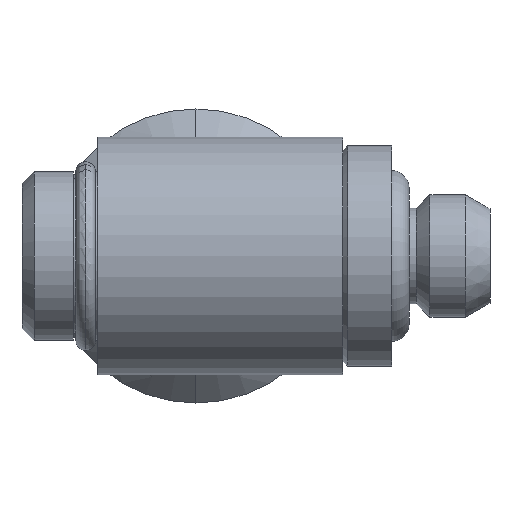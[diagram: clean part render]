
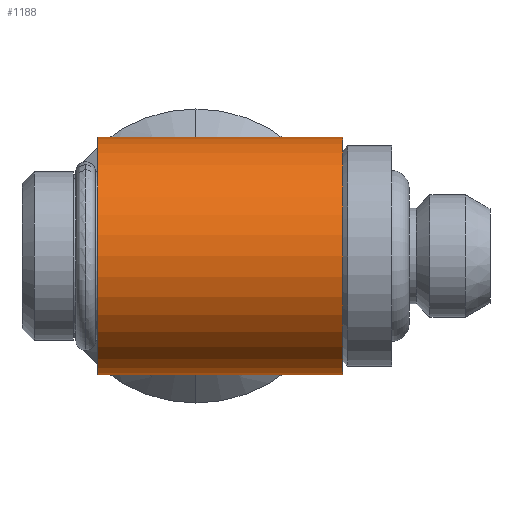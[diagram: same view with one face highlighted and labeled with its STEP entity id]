
A CAD part, left-side view. The second image highlights one B-rep face of the part: STEP entity #1188.
In plain terms, the highlighted cylindrical face has radius 4.85 mm (diameter 9.7 mm), a partial arc.
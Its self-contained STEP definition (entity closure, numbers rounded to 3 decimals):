
#588 = EDGE_CURVE ( 'NONE', #589, #607, #1858, .T. ) ;
#589 = VERTEX_POINT ( 'NONE', #1843 ) ;
#600 = VERTEX_POINT ( 'NONE', #2012 ) ;
#602 = EDGE_CURVE ( 'NONE', #600, #604, #2011, .T. ) ;
#604 = VERTEX_POINT ( 'NONE', #2007 ) ;
#607 = VERTEX_POINT ( 'NONE', #1999 ) ;
#968 = ORIENTED_EDGE ( 'NONE', *, *, #1446, .F. ) ;
#969 = ORIENTED_EDGE ( 'NONE', *, *, #588, .T. ) ;
#973 = ORIENTED_EDGE ( 'NONE', *, *, #1191, .T. ) ;
#1188 = ADVANCED_FACE ( 'NONE', ( #2793 ), #2800, .T. ) ;
#1191 = EDGE_CURVE ( 'NONE', #600, #589, #2811, .T. ) ;
#1192 = ORIENTED_EDGE ( 'NONE', *, *, #602, .F. ) ;
#1348 = EDGE_LOOP ( 'NONE', ( #1192, #973, #969, #968 ) ) ;
#1446 = EDGE_CURVE ( 'NONE', #604, #607, #2642, .T. ) ;
#1843 = CARTESIAN_POINT ( 'NONE',  ( 0., 4., -4.85 ) ) ;
#1844 = DIRECTION ( 'NONE',  ( 0., -1., 0. ) ) ;
#1856 = VECTOR ( 'NONE', #1844, 1000. ) ;
#1857 = CARTESIAN_POINT ( 'NONE',  ( 0., -9.881, -4.85 ) ) ;
#1858 = LINE ( 'NONE', #1857, #1856 ) ;
#1999 = CARTESIAN_POINT ( 'NONE',  ( 0., -6., -4.85 ) ) ;
#2007 = CARTESIAN_POINT ( 'NONE',  ( 0., -6., 4.85 ) ) ;
#2008 = DIRECTION ( 'NONE',  ( 0., -1., 0. ) ) ;
#2009 = VECTOR ( 'NONE', #2008, 1000. ) ;
#2010 = CARTESIAN_POINT ( 'NONE',  ( 0., -9.881, 4.85 ) ) ;
#2011 = LINE ( 'NONE', #2010, #2009 ) ;
#2012 = CARTESIAN_POINT ( 'NONE',  ( 0., 4., 4.85 ) ) ;
#2642 = CIRCLE ( 'NONE', #2644, 4.85 ) ;
#2644 = AXIS2_PLACEMENT_3D ( 'NONE', #2647, #2645, #2650 ) ;
#2645 = DIRECTION ( 'NONE',  ( 0., -1., 0. ) ) ;
#2647 = CARTESIAN_POINT ( 'NONE',  ( 0., -6., 0. ) ) ;
#2650 = DIRECTION ( 'NONE',  ( 0., 0., -1. ) ) ;
#2783 = DIRECTION ( 'NONE',  ( 0., -1., 0. ) ) ;
#2784 = DIRECTION ( 'NONE',  ( 0., 0., -1. ) ) ;
#2785 = AXIS2_PLACEMENT_3D ( 'NONE', #2787, #2783, #2784 ) ;
#2787 = CARTESIAN_POINT ( 'NONE',  ( 0., 4., 0. ) ) ;
#2793 = FACE_OUTER_BOUND ( 'NONE', #1348, .T. ) ;
#2798 = CARTESIAN_POINT ( 'NONE',  ( 0., -9.881, 0. ) ) ;
#2799 = AXIS2_PLACEMENT_3D ( 'NONE', #2798, #2808, #2807 ) ;
#2800 = CYLINDRICAL_SURFACE ( 'NONE', #2799, 4.85 ) ;
#2807 = DIRECTION ( 'NONE',  ( 0., 0., -1. ) ) ;
#2808 = DIRECTION ( 'NONE',  ( 0., -1., 0. ) ) ;
#2811 = CIRCLE ( 'NONE', #2785, 4.85 ) ;
